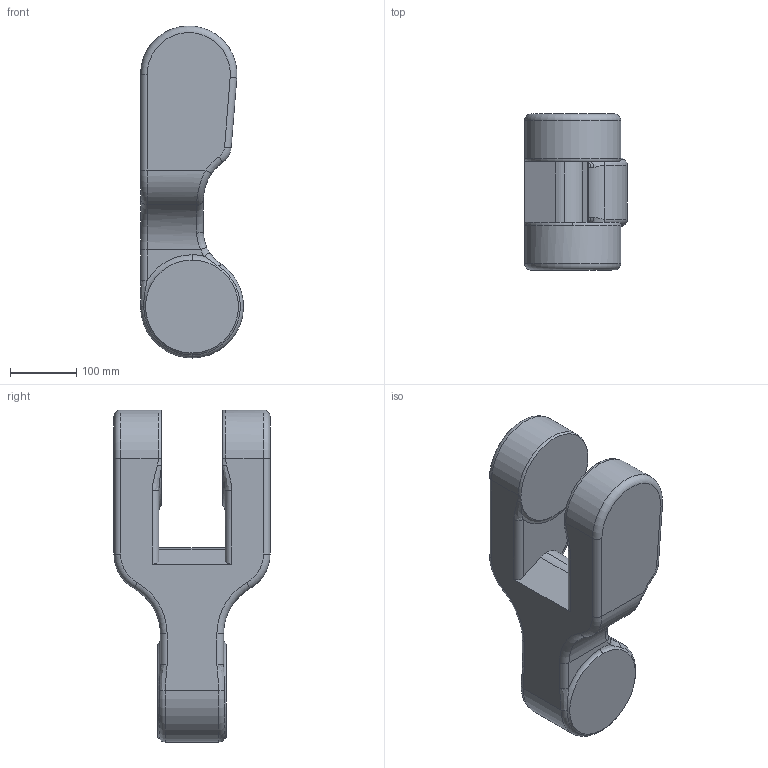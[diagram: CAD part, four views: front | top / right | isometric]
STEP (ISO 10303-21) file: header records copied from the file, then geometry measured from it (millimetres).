
FILE_DESCRIPTION (( 'STEP AP203' ), '1' );
FILE_NAME ('2_默认_sldprt.STEP', '2024-05-21T09:59:32', ( '' ), ( '' ), 'SwSTEP 2.0', 'SolidWorks 2022', '' );
FILE_SCHEMA (( 'CONFIG_CONTROL_DESIGN' ));
Length unit declared in the file: millimetre
Products named in the file (1): 2_默认_sldprt
Bounding box: 154.93 x 235 x 500.03 mm (x, y, z)
Volume: 7872884.5 mm3; surface area: 334841.3 mm2
Topology: 1 solids, 1 shells, 89 faces, 211 edges, 124 vertices
Faces by surface type: torus 30, cylinder 25, bspline 18, plane 16
Entity records: 3558 total; most frequent: CARTESIAN_POINT 1487, DIRECTION 441, ORIENTED_EDGE 422, EDGE_CURVE 211, AXIS2_PLACEMENT_3D 196, VERTEX_POINT 124, CIRCLE 124, FACE_OUTER_BOUND 89
